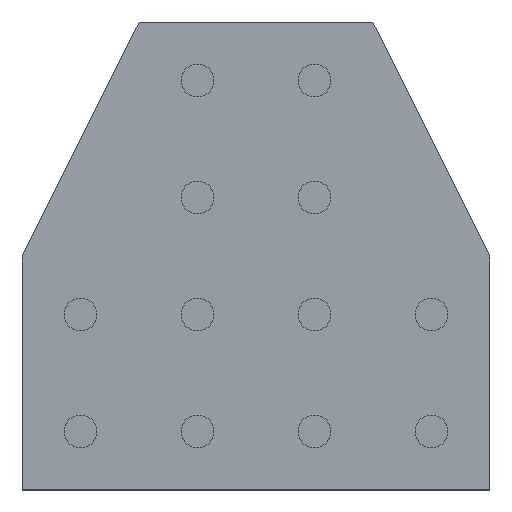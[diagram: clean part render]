
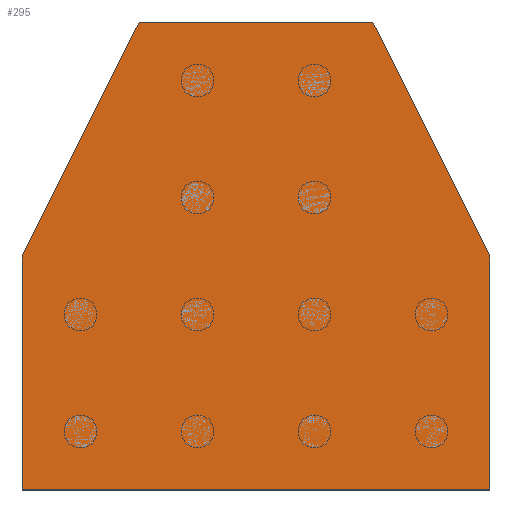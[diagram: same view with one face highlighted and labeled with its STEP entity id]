
A CAD part, top view. The second image highlights one B-rep face of the part: STEP entity #295.
In plain terms, the highlighted planar face has unit normal (0, 0, 1).
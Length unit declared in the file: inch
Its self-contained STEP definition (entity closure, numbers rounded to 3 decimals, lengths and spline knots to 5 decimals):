
#87=CARTESIAN_POINT('',(0.0,0.0,0.188));
#88=VERTEX_POINT('',#87);
#89=CARTESIAN_POINT('',(0.0,2.0,0.188));
#90=VERTEX_POINT('',#89);
#91=CARTESIAN_POINT('',(0.0,0.0,0.188));
#92=DIRECTION('',(0.0,1.0,0.0));
#93=VECTOR('',#92,2.0);
#94=LINE('',#91,#93);
#95=EDGE_CURVE('',#88,#90,#94,.T.);
#127=CARTESIAN_POINT('',(1.0,4.0,0.188));
#128=VERTEX_POINT('',#127);
#129=CARTESIAN_POINT('',(0.,2.0,0.188));
#130=DIRECTION('',(0.447,0.894,0.0));
#131=VECTOR('',#130,2.23607);
#132=LINE('',#129,#131);
#133=EDGE_CURVE('',#90,#128,#132,.T.);
#158=CARTESIAN_POINT('',(3.0,4.0,0.188));
#159=VERTEX_POINT('',#158);
#160=CARTESIAN_POINT('',(1.0,4.0,0.188));
#161=DIRECTION('',(1.0,0.0,0.0));
#162=VECTOR('',#161,2.0);
#163=LINE('',#160,#162);
#164=EDGE_CURVE('',#128,#159,#163,.T.);
#189=CARTESIAN_POINT('',(4.0,2.0,0.188));
#190=VERTEX_POINT('',#189);
#191=CARTESIAN_POINT('',(3.0,4.0,0.188));
#192=DIRECTION('',(0.447,-0.894,0.0));
#193=VECTOR('',#192,2.23607);
#194=LINE('',#191,#193);
#195=EDGE_CURVE('',#159,#190,#194,.T.);
#220=CARTESIAN_POINT('',(4.0,0.0,0.188));
#221=VERTEX_POINT('',#220);
#222=CARTESIAN_POINT('',(4.0,2.0,0.188));
#223=DIRECTION('',(0.0,-1.0,0.0));
#224=VECTOR('',#223,2.0);
#225=LINE('',#222,#224);
#226=EDGE_CURVE('',#190,#221,#225,.T.);
#251=CARTESIAN_POINT('',(4.0,0.0,0.188));
#252=DIRECTION('',(-1.0,0.0,0.0));
#253=VECTOR('',#252,4.0);
#254=LINE('',#251,#253);
#255=EDGE_CURVE('',#221,#88,#254,.T.);
#282=CARTESIAN_POINT('',(0.0,0.0,0.188));
#283=DIRECTION('',(0.0,0.0,-1.0));
#284=DIRECTION('',(-1.0,0.0,0.0));
#285=AXIS2_PLACEMENT_3D('',#282,#283,#284);
#286=PLANE('',#285);
#287=ORIENTED_EDGE('',*,*,#95,.F.);
#288=ORIENTED_EDGE('',*,*,#255,.F.);
#289=ORIENTED_EDGE('',*,*,#226,.F.);
#290=ORIENTED_EDGE('',*,*,#195,.F.);
#291=ORIENTED_EDGE('',*,*,#164,.F.);
#292=ORIENTED_EDGE('',*,*,#133,.F.);
#293=EDGE_LOOP('',(#287,#288,#289,#290,#291,#292));
#294=FACE_OUTER_BOUND('',#293,.T.);
#295=ADVANCED_FACE('',(#294),#286,.F.);
